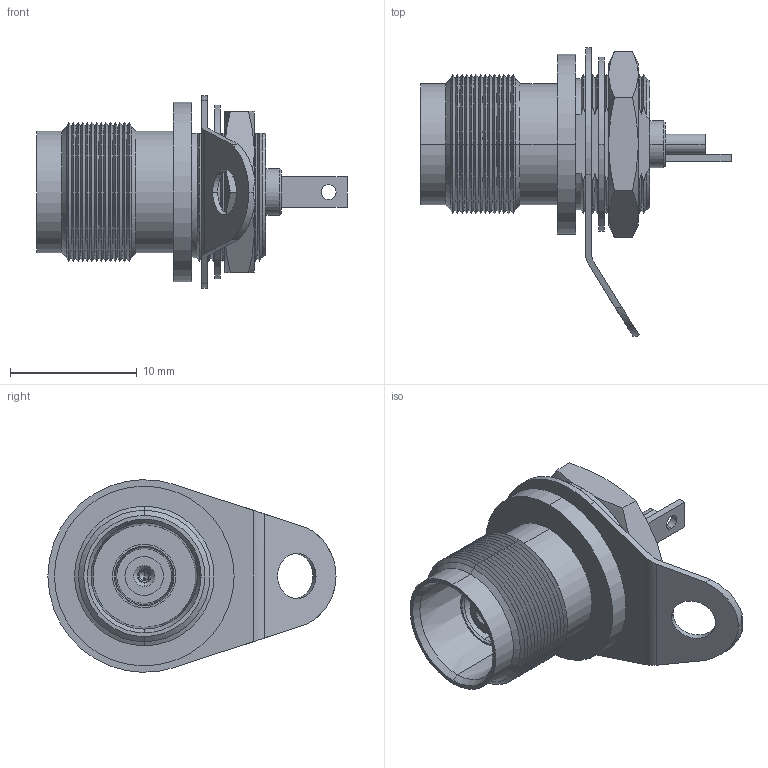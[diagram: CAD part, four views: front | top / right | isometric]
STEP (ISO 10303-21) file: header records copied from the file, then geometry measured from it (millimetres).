
FILE_DESCRIPTION (( 'STEP AP214' ), '1' );
FILE_NAME ('FMCN10-09593_3D.step', '2023-08-07T21:30:54', ( '' ), ( '' ), 'SwSTEP 2.0', 'SolidWorks 2022', '' );
FILE_SCHEMA (( 'AUTOMOTIVE_DESIGN' ));
Length unit declared in the file: millimetre
Products named in the file (5): Copy of 10-09593-MA2^FMCN10-09593; Copy of 10-09593-MA1^FMCN10-09593; FMCN10-09593_3D; Copy of 10-09593-MA3^FMCN10-09593; Copy of 10-09593-MA4^FMCN10-09593
Assembly tree (4 placements, depth 2):
  FMCN10-09593_3D
    Copy of 10-09593-MA1^FMCN10-09593
    Copy of 10-09593-MA2^FMCN10-09593
    Copy of 10-09593-MA3^FMCN10-09593
    Copy of 10-09593-MA4^FMCN10-09593
Bounding box: 24.49 x 22.73 x 15.19 mm (x, y, z)
Volume: 1384.5 mm3; surface area: 2591.2 mm2
Topology: 5 solids, 5 shells, 318 faces, 802 edges, 502 vertices
Faces by surface type: cone 153, cylinder 82, plane 82, bspline 1
Entity records: 9880 total; most frequent: CARTESIAN_POINT 1976, DIRECTION 1675, ORIENTED_EDGE 1596, EDGE_CURVE 798, AXIS2_PLACEMENT_3D 649, VERTEX_POINT 502, LINE 377, VECTOR 377
